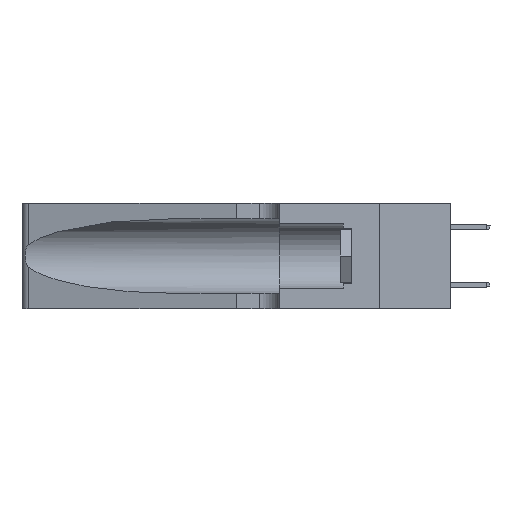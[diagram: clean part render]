
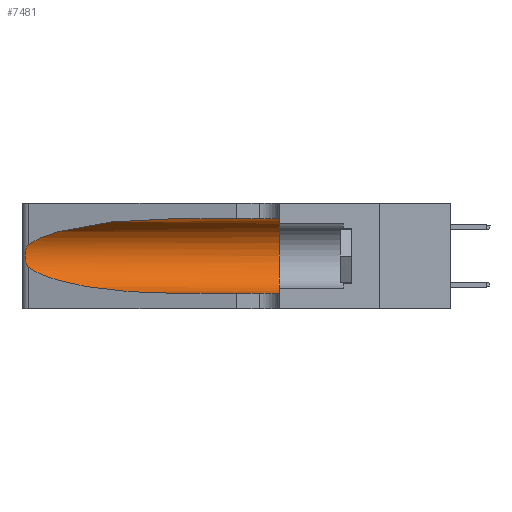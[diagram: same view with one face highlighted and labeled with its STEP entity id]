
A CAD part, left-side view. The second image highlights one B-rep face of the part: STEP entity #7481.
In plain terms, the highlighted cylindrical face has radius 3.308 mm (diameter 6.617 mm), a partial arc.
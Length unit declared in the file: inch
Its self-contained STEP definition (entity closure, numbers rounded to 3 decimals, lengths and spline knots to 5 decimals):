
#50 = CARTESIAN_POINT ( 'NONE',  ( 0.1305, 0.72297, 0.05475 ) ) ;
#394 = CARTESIAN_POINT ( 'NONE',  ( 0.2373, 1.15595, 0.28018 ) ) ;
#689 = CYLINDRICAL_SURFACE ( 'NONE', #2034, 0.13025 ) ;
#1300 = LINE ( 'NONE', #34512, #10594 ) ;
#1440 = ORIENTED_EDGE ( 'NONE', *, *, #16147, .T. ) ;
#1529 = DIRECTION ( 'NONE',  ( 0., 1., 0. ) ) ;
#2034 = AXIS2_PLACEMENT_3D ( 'NONE', #9053, #31203, #6335 ) ;
#2312 = LINE ( 'NONE', #10665, #7266 ) ;
#2700 = VERTEX_POINT ( 'NONE', #34445 ) ;
#4337 = CARTESIAN_POINT ( 'NONE',  ( 0.2373, 1.15595, 0.08982 ) ) ;
#4584 = VERTEX_POINT ( 'NONE', #20544 ) ;
#4640 = EDGE_CURVE ( 'NONE', #13071, #9461, #1300, .T. ) ;
#5493 = CARTESIAN_POINT ( 'NONE',  ( 0.18966, 0.96281, 0.31525 ) ) ;
#6130 = CARTESIAN_POINT ( 'NONE',  ( 0.25789, 1.23486, 0.15765 ) ) ;
#6335 = DIRECTION ( 'NONE',  ( 0., 0., -1. ) ) ;
#6779 = VERTEX_POINT ( 'NONE', #20469 ) ;
#7266 = VECTOR ( 'NONE', #27354, 39.37008 ) ;
#7481 = ADVANCED_FACE ( 'NONE', ( #25568 ), #689, .F. ) ;
#8479 = CARTESIAN_POINT ( 'NONE',  ( 0.26075, 1.23896, 0.178 ) ) ;
#8663 = CARTESIAN_POINT ( 'NONE',  ( 0.25787, 1.23484, 0.2124 ) ) ;
#9053 = CARTESIAN_POINT ( 'NONE',  ( 0.1305, 1.61858, 0.185 ) ) ;
#9461 = VERTEX_POINT ( 'NONE', #15876 ) ;
#10527 = VERTEX_POINT ( 'NONE', #21956 ) ;
#10594 = VECTOR ( 'NONE', #18195, 39.37008 ) ;
#10665 = CARTESIAN_POINT ( 'NONE',  ( 0.1305, 1.61858, 0.31525 ) ) ;
#12633 = DIRECTION ( 'NONE',  ( 0., 0., 1. ) ) ;
#12725 = ORIENTED_EDGE ( 'NONE', *, *, #4640, .T. ) ;
#12974 =( BOUNDED_CURVE ( )  B_SPLINE_CURVE ( 3, ( #24905, #5493, #394, #19826 ),
 .UNSPECIFIED., .F., .T. ) 
 B_SPLINE_CURVE_WITH_KNOTS ( ( 4, 4 ),
 ( 1.5708, 2.84003 ),
 .UNSPECIFIED. ) 
 CURVE ( )  GEOMETRIC_REPRESENTATION_ITEM ( )  RATIONAL_B_SPLINE_CURVE ( ( 1., 0.87, 0.87, 1. ) ) 
 REPRESENTATION_ITEM ( '' )  );
#13071 = VERTEX_POINT ( 'NONE', #50 ) ;
#13762 = CARTESIAN_POINT ( 'NONE',  ( 0.25854, 1.2359, 0.20912 ) ) ;
#14473 = CARTESIAN_POINT ( 'NONE',  ( 0.25856, 1.23593, 0.16098 ) ) ;
#14842 = ORIENTED_EDGE ( 'NONE', *, *, #30779, .F. ) ;
#15329 = CARTESIAN_POINT ( 'NONE',  ( 0.1305, 0.35, 0.185 ) ) ;
#15876 = CARTESIAN_POINT ( 'NONE',  ( 0.1305, 0.35, 0.05475 ) ) ;
#16147 = EDGE_CURVE ( 'NONE', #2700, #13071, #29187, .T. ) ;
#16465 = CARTESIAN_POINT ( 'NONE',  ( 0.25639, 1.23184, 0.21858 ) ) ;
#17439 = EDGE_CURVE ( 'NONE', #4584, #10527, #12974, .T. ) ;
#17784 = CARTESIAN_POINT ( 'NONE',  ( 0.25487, 1.22718, 0.14631 ) ) ;
#17964 = CARTESIAN_POINT ( 'NONE',  ( 0.1305, 0.72297, 0.05475 ) ) ;
#18164 = CIRCLE ( 'NONE', #23948, 0.13025 ) ;
#18195 = DIRECTION ( 'NONE',  ( 0., -1., 0. ) ) ;
#19366 = CARTESIAN_POINT ( 'NONE',  ( 0.25555, 1.22993, 0.14849 ) ) ;
#19826 = CARTESIAN_POINT ( 'NONE',  ( 0.25487, 1.22718, 0.22369 ) ) ;
#20469 = CARTESIAN_POINT ( 'NONE',  ( 0.1305, 0.35, 0.31525 ) ) ;
#20544 = CARTESIAN_POINT ( 'NONE',  ( 0.1305, 0.72297, 0.31525 ) ) ;
#20821 = ORIENTED_EDGE ( 'NONE', *, *, #27017, .F. ) ;
#21956 = CARTESIAN_POINT ( 'NONE',  ( 0.25487, 1.22718, 0.22369 ) ) ;
#22451 = CARTESIAN_POINT ( 'NONE',  ( 0.26017, 1.23833, 0.17102 ) ) ;
#23213 = CARTESIAN_POINT ( 'NONE',  ( 0.18966, 0.96281, 0.05475 ) ) ;
#23811 = B_SPLINE_CURVE_WITH_KNOTS ( 'NONE', 3,
 ( #24550, #30989, #16465, #8663, #13762, #28079, #33337, #8479, #22451, #14473, #6130, #33892, #19366, #25550 ),
 .UNSPECIFIED., .F., .F.,
 ( 4, 2, 2, 2, 2, 2, 4 ),
 ( 0., 0.00027, 0.00053, 0.00107, 0.0016, 0.00187, 0.00214 ),
 .UNSPECIFIED. ) ;
#23948 = AXIS2_PLACEMENT_3D ( 'NONE', #15329, #1529, #12633 ) ;
#24088 = ORIENTED_EDGE ( 'NONE', *, *, #17439, .T. ) ;
#24550 = CARTESIAN_POINT ( 'NONE',  ( 0.25487, 1.22718, 0.22369 ) ) ;
#24905 = CARTESIAN_POINT ( 'NONE',  ( 0.1305, 0.72297, 0.31525 ) ) ;
#25550 = CARTESIAN_POINT ( 'NONE',  ( 0.25487, 1.22718, 0.14631 ) ) ;
#25568 = FACE_OUTER_BOUND ( 'NONE', #34543, .T. ) ;
#27017 = EDGE_CURVE ( 'NONE', #6779, #9461, #18164, .T. ) ;
#27354 = DIRECTION ( 'NONE',  ( 0., -1., 0. ) ) ;
#28079 = CARTESIAN_POINT ( 'NONE',  ( 0.26018, 1.23835, 0.19895 ) ) ;
#29187 =( BOUNDED_CURVE ( )  B_SPLINE_CURVE ( 3, ( #17784, #4337, #23213, #17964 ),
 .UNSPECIFIED., .F., .T. ) 
 B_SPLINE_CURVE_WITH_KNOTS ( ( 4, 4 ),
 ( 3.44316, 4.71239 ),
 .UNSPECIFIED. ) 
 CURVE ( )  GEOMETRIC_REPRESENTATION_ITEM ( )  RATIONAL_B_SPLINE_CURVE ( ( 1., 0.87, 0.87, 1. ) ) 
 REPRESENTATION_ITEM ( '' )  );
#30779 = EDGE_CURVE ( 'NONE', #4584, #6779, #2312, .T. ) ;
#30829 = EDGE_CURVE ( 'NONE', #10527, #2700, #23811, .T. ) ;
#30989 = CARTESIAN_POINT ( 'NONE',  ( 0.25555, 1.22994, 0.2215 ) ) ;
#31203 = DIRECTION ( 'NONE',  ( 0., -1., 0. ) ) ;
#33337 = CARTESIAN_POINT ( 'NONE',  ( 0.26075, 1.23896, 0.19203 ) ) ;
#33892 = CARTESIAN_POINT ( 'NONE',  ( 0.25639, 1.23186, 0.15144 ) ) ;
#33960 = ORIENTED_EDGE ( 'NONE', *, *, #30829, .T. ) ;
#34445 = CARTESIAN_POINT ( 'NONE',  ( 0.25487, 1.22718, 0.14631 ) ) ;
#34512 = CARTESIAN_POINT ( 'NONE',  ( 0.1305, 1.61858, 0.05475 ) ) ;
#34543 = EDGE_LOOP ( 'NONE', ( #24088, #33960, #1440, #12725, #20821, #14842 ) ) ;
